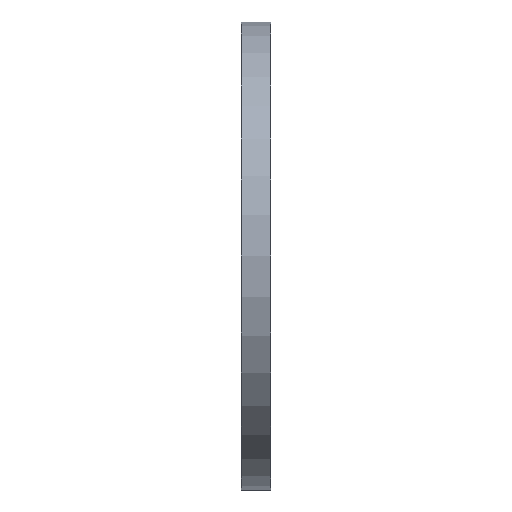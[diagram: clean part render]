
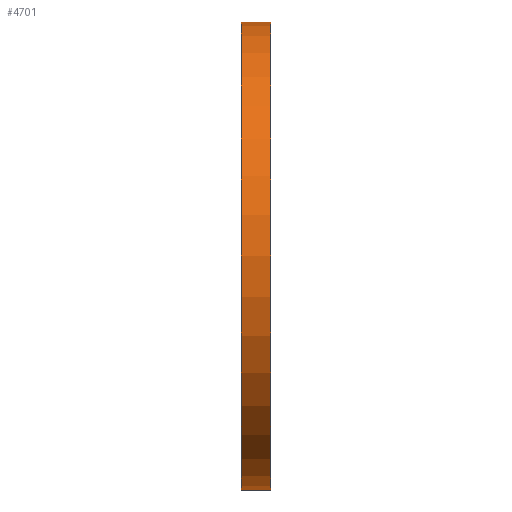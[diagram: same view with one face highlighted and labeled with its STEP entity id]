
A CAD part, left-side view. The second image highlights one B-rep face of the part: STEP entity #4701.
In plain terms, the highlighted cylindrical face has radius 15.975 mm (diameter 31.95 mm), a partial arc.
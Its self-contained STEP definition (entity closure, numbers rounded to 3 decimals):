
#353 = DIRECTION ( 'NONE',  ( 0., -1., 0. ) ) ;
#538 = FACE_OUTER_BOUND ( 'NONE', #12934, .T. ) ;
#697 = VERTEX_POINT ( 'NONE', #5945 ) ;
#827 = CARTESIAN_POINT ( 'NONE',  ( 0., 1., 0. ) ) ;
#910 = DIRECTION ( 'NONE',  ( 0., 1., 0. ) ) ;
#2019 = AXIS2_PLACEMENT_3D ( 'NONE', #10265, #353, #11549 ) ;
#4015 = AXIS2_PLACEMENT_3D ( 'NONE', #7536, #8600, #10568 ) ;
#4098 = LINE ( 'NONE', #8755, #8640 ) ;
#4119 = ORIENTED_EDGE ( 'NONE', *, *, #10437, .F. ) ;
#4238 = ORIENTED_EDGE ( 'NONE', *, *, #5640, .F. ) ;
#4302 = EDGE_CURVE ( 'NONE', #5833, #697, #5218, .T. ) ;
#4701 = ADVANCED_FACE ( 'NONE', ( #538 ), #6289, .T. ) ;
#4728 = VECTOR ( 'NONE', #11192, 1000. ) ;
#5066 = CARTESIAN_POINT ( 'NONE',  ( 0., -1., 15.975 ) ) ;
#5218 = LINE ( 'NONE', #8021, #4728 ) ;
#5413 = EDGE_CURVE ( 'NONE', #697, #8586, #10533, .T. ) ;
#5640 = EDGE_CURVE ( 'NONE', #11810, #8586, #4098, .T. ) ;
#5833 = VERTEX_POINT ( 'NONE', #6899 ) ;
#5915 = CARTESIAN_POINT ( 'NONE',  ( 0., 1., 15.975 ) ) ;
#5945 = CARTESIAN_POINT ( 'NONE',  ( 0., -1., -15.975 ) ) ;
#6289 = CYLINDRICAL_SURFACE ( 'NONE', #2019, 15.975 ) ;
#6899 = CARTESIAN_POINT ( 'NONE',  ( 0., 1., -15.975 ) ) ;
#7272 = CIRCLE ( 'NONE', #10298, 15.975 ) ;
#7536 = CARTESIAN_POINT ( 'NONE',  ( 0., -1., 0. ) ) ;
#7735 = ORIENTED_EDGE ( 'NONE', *, *, #4302, .T. ) ;
#7902 = DIRECTION ( 'NONE',  ( 0., 0., 1. ) ) ;
#8021 = CARTESIAN_POINT ( 'NONE',  ( 0., 1., -15.975 ) ) ;
#8586 = VERTEX_POINT ( 'NONE', #5066 ) ;
#8600 = DIRECTION ( 'NONE',  ( 0., 1., 0. ) ) ;
#8640 = VECTOR ( 'NONE', #12905, 1000. ) ;
#8755 = CARTESIAN_POINT ( 'NONE',  ( 0., 1., 15.975 ) ) ;
#10265 = CARTESIAN_POINT ( 'NONE',  ( 0., 1., 0. ) ) ;
#10298 = AXIS2_PLACEMENT_3D ( 'NONE', #827, #910, #7902 ) ;
#10387 = ORIENTED_EDGE ( 'NONE', *, *, #5413, .T. ) ;
#10437 = EDGE_CURVE ( 'NONE', #5833, #11810, #7272, .T. ) ;
#10533 = CIRCLE ( 'NONE', #4015, 15.975 ) ;
#10568 = DIRECTION ( 'NONE',  ( 0., 0., 1. ) ) ;
#11192 = DIRECTION ( 'NONE',  ( 0., -1., 0. ) ) ;
#11549 = DIRECTION ( 'NONE',  ( 0., 0., -1. ) ) ;
#11810 = VERTEX_POINT ( 'NONE', #5915 ) ;
#12905 = DIRECTION ( 'NONE',  ( 0., -1., 0. ) ) ;
#12934 = EDGE_LOOP ( 'NONE', ( #4238, #4119, #7735, #10387 ) ) ;
